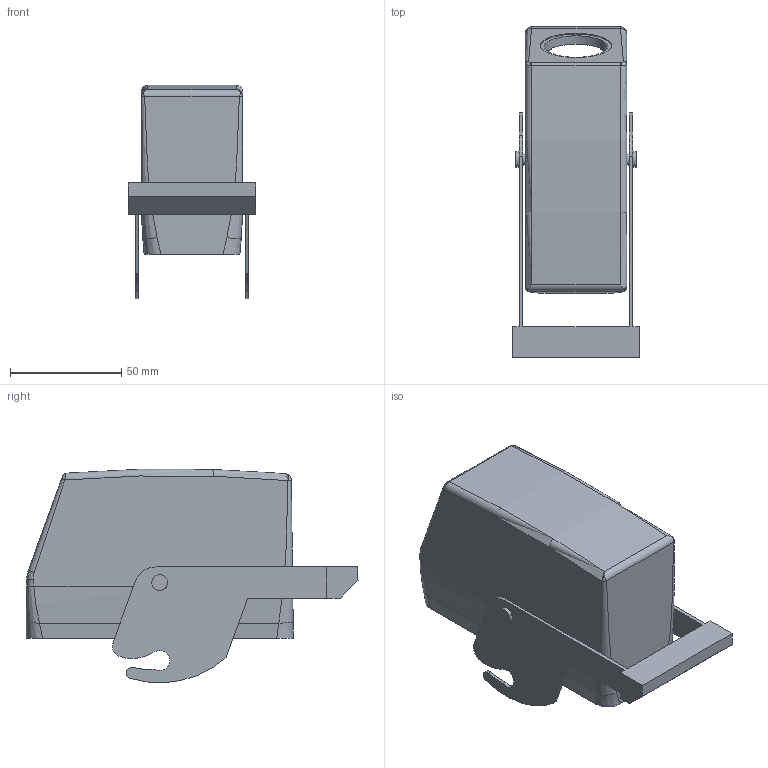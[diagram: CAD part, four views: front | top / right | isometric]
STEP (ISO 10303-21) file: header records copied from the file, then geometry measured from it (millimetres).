
FILE_DESCRIPTION(('CATIA V5 STEP Exchange','CAx-IF Rec.Pracs.--- Model Styling and Organization---1.4--- 2014-01-23'),'2;1');
FILE_NAME ('13414550_2', '2019-07-25T14:15:46+00:00', ('none'), ('Weidmueller'), 'CATIA Version 5-6 Release 2016 SP3 HF44', 'CATIA V5 STEP AP214', 'none');
FILE_SCHEMA(('AUTOMOTIVE_DESIGN { 1 0 10303 214 1 1 1 1 }'));
Length unit declared in the file: millimetre
Products named in the file (1): 1663370000
Bounding box: 57 x 149 x 95.76 mm (x, y, z)
Volume: 137531.8 mm3; surface area: 67706.3 mm2
Topology: 1 solids, 1 shells, 127 faces, 338 edges, 218 vertices
Faces by surface type: cylinder 53, plane 50, bspline 22, torus 2
Entity records: 6171 total; most frequent: CARTESIAN_POINT 3342, ORIENTED_EDGE 672, DIRECTION 407, EDGE_CURVE 336, VERTEX_POINT 218, AXIS2_PLACEMENT_3D 175, VECTOR 154, LINE 154
